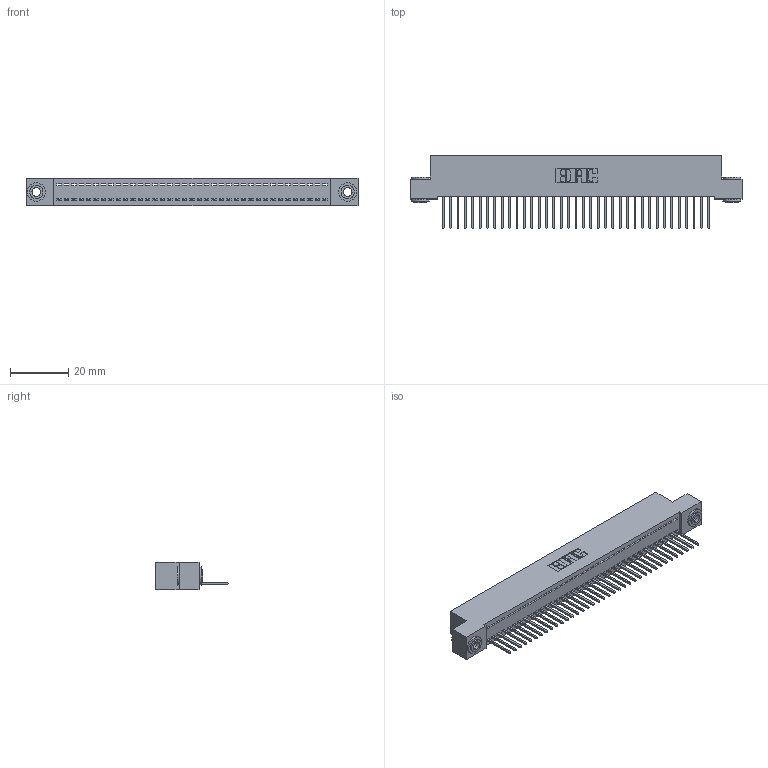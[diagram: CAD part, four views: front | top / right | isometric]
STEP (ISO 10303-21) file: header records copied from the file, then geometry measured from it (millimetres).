
FILE_DESCRIPTION (( 'STEP AP203' ), '1' );
FILE_NAME ('342-037-523-103.STEP', '2019-10-02T14:01:42', ( '' ), ( '' ), 'SwSTEP 2.0', 'SolidWorks 2016', '' );
FILE_SCHEMA (( 'CONFIG_CONTROL_DESIGN' ));
Length unit declared in the file: inch
Products named in the file (4): 342 Part_.156 TH; 345-292-001_345-293-123; 342-250-002_345-250-002-102; 342-037-523-103
Assembly tree (40 placements, depth 2):
  342-037-523-103
    342 Part_.156 TH
    345-292-001_345-293-123  x37
    342-250-002_345-250-002-102  x2
Bounding box: 114.3 x 25.15 x 9.4 mm (x, y, z)
Volume: 10011.9 mm3; surface area: 14870.1 mm2
Topology: 40 solids, 40 shells, 2294 faces, 6887 edges, 4538 vertices
Faces by surface type: plane 1630, cylinder 656, cone 8
Entity records: 23802 total; most frequent: CARTESIAN_POINT 4084, ORIENTED_EDGE 4050, DIRECTION 3489, EDGE_CURVE 2025, VECTOR 1873, LINE 1873, VERTEX_POINT 1346, AXIS2_PLACEMENT_3D 808
